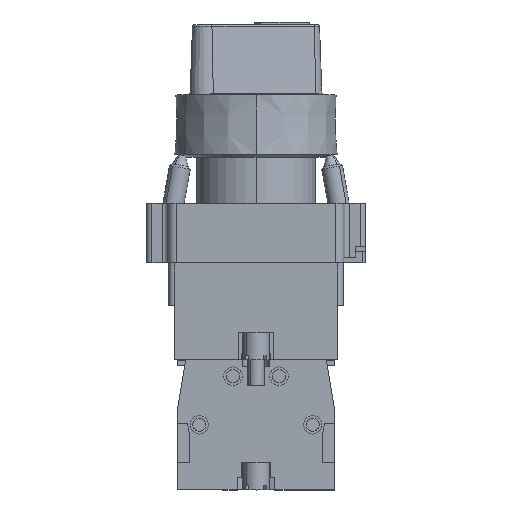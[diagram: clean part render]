
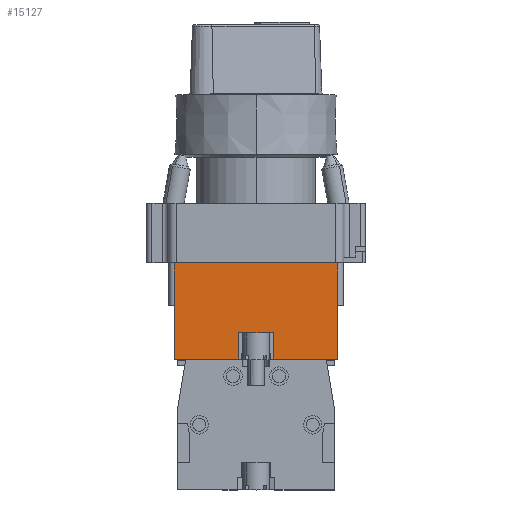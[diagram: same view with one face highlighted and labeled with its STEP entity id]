
A CAD part, top view. The second image highlights one B-rep face of the part: STEP entity #15127.
In plain terms, the highlighted planar face has unit normal (0, 0, 1).
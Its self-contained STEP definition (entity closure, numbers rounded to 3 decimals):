
#284 = DIRECTION ( 'NONE',  ( -1., 0., 0. ) ) ;
#382 = VECTOR ( 'NONE', #23089, 1000. ) ;
#965 = DIRECTION ( 'NONE',  ( 0., 0., -1. ) ) ;
#1178 = ORIENTED_EDGE ( 'NONE', *, *, #3831, .T. ) ;
#1259 = VERTEX_POINT ( 'NONE', #4982 ) ;
#1646 = CARTESIAN_POINT ( 'NONE',  ( 15., -18., 15. ) ) ;
#1729 = VERTEX_POINT ( 'NONE', #22888 ) ;
#2074 = ORIENTED_EDGE ( 'NONE', *, *, #2807, .F. ) ;
#2807 = EDGE_CURVE ( 'NONE', #7760, #1259, #13996, .T. ) ;
#2838 = EDGE_CURVE ( 'NONE', #3512, #13318, #4259, .T. ) ;
#2891 = EDGE_CURVE ( 'NONE', #3512, #4710, #6520, .T. ) ;
#2911 = LINE ( 'NONE', #7859, #24351 ) ;
#2923 = EDGE_CURVE ( 'NONE', #4710, #15860, #5234, .T. ) ;
#2959 = EDGE_CURVE ( 'NONE', #15860, #8593, #24717, .T. ) ;
#2967 = VECTOR ( 'NONE', #10930, 1000. ) ;
#3004 = DIRECTION ( 'NONE',  ( -1., 0., 0. ) ) ;
#3250 = EDGE_CURVE ( 'NONE', #4851, #12999, #3274, .T. ) ;
#3274 = LINE ( 'NONE', #10632, #18980 ) ;
#3512 = VERTEX_POINT ( 'NONE', #8717 ) ;
#3526 = CARTESIAN_POINT ( 'NONE',  ( -14.5, -18., 15. ) ) ;
#3749 = EDGE_CURVE ( 'NONE', #7760, #10177, #4189, .T. ) ;
#3798 = EDGE_CURVE ( 'NONE', #1729, #10177, #2911, .T. ) ;
#3831 = EDGE_CURVE ( 'NONE', #1729, #12999, #8423, .T. ) ;
#3832 = EDGE_CURVE ( 'NONE', #4851, #21169, #7780, .T. ) ;
#3873 = EDGE_CURVE ( 'NONE', #1259, #15791, #12667, .T. ) ;
#4189 = LINE ( 'NONE', #11891, #24953 ) ;
#4259 = LINE ( 'NONE', #15068, #13356 ) ;
#4300 = CARTESIAN_POINT ( 'NONE',  ( 15.15, -0.05, 15. ) ) ;
#4459 = ORIENTED_EDGE ( 'NONE', *, *, #3798, .F. ) ;
#4710 = VERTEX_POINT ( 'NONE', #18054 ) ;
#4851 = VERTEX_POINT ( 'NONE', #24672 ) ;
#4948 = EDGE_CURVE ( 'NONE', #8593, #21169, #15460, .T. ) ;
#4982 = CARTESIAN_POINT ( 'NONE',  ( 15., -8., 15. ) ) ;
#5026 = PLANE ( 'NONE',  #12395 ) ;
#5234 = LINE ( 'NONE', #23172, #20809 ) ;
#5537 = LINE ( 'NONE', #3526, #21089 ) ;
#5607 = DIRECTION ( 'NONE',  ( -1., 0., 0. ) ) ;
#5785 = DIRECTION ( 'NONE',  ( 1., 0., 0. ) ) ;
#6520 = LINE ( 'NONE', #11196, #382 ) ;
#6655 = ORIENTED_EDGE ( 'NONE', *, *, #2923, .F. ) ;
#7359 = CARTESIAN_POINT ( 'NONE',  ( -3.15, -13., 15. ) ) ;
#7563 = ORIENTED_EDGE ( 'NONE', *, *, #3749, .T. ) ;
#7760 = VERTEX_POINT ( 'NONE', #25394 ) ;
#7780 = LINE ( 'NONE', #25825, #18063 ) ;
#7859 = CARTESIAN_POINT ( 'NONE',  ( -14.5, -0.05, 15. ) ) ;
#7956 = DIRECTION ( 'NONE',  ( 0., -1., 0. ) ) ;
#8423 = LINE ( 'NONE', #20107, #13292 ) ;
#8593 = VERTEX_POINT ( 'NONE', #14540 ) ;
#8717 = CARTESIAN_POINT ( 'NONE',  ( 3.15, -13., 15. ) ) ;
#8821 = VECTOR ( 'NONE', #13625, 1000. ) ;
#10073 = DIRECTION ( 'NONE',  ( 0., -1., 0. ) ) ;
#10177 = VERTEX_POINT ( 'NONE', #4300 ) ;
#10632 = CARTESIAN_POINT ( 'NONE',  ( -16.15, -8., 15. ) ) ;
#10930 = DIRECTION ( 'NONE',  ( -1., 0., 0. ) ) ;
#11196 = CARTESIAN_POINT ( 'NONE',  ( -3.15, -13., 15. ) ) ;
#11261 = DIRECTION ( 'NONE',  ( -1., 0., 0. ) ) ;
#11891 = CARTESIAN_POINT ( 'NONE',  ( 15.15, -121.725, 15. ) ) ;
#11924 = FACE_OUTER_BOUND ( 'NONE', #17682, .T. ) ;
#12031 = VECTOR ( 'NONE', #14285, 1000. ) ;
#12395 = AXIS2_PLACEMENT_3D ( 'NONE', #23190, #965, #15451 ) ;
#12667 = LINE ( 'NONE', #16387, #12031 ) ;
#12999 = VERTEX_POINT ( 'NONE', #25296 ) ;
#13292 = VECTOR ( 'NONE', #7956, 1000. ) ;
#13318 = VERTEX_POINT ( 'NONE', #25104 ) ;
#13356 = VECTOR ( 'NONE', #22919, 1000. ) ;
#13625 = DIRECTION ( 'NONE',  ( 0., -1., 0. ) ) ;
#13996 = LINE ( 'NONE', #22848, #2967 ) ;
#14271 = CARTESIAN_POINT ( 'NONE',  ( -15., -18., 15. ) ) ;
#14285 = DIRECTION ( 'NONE',  ( 0., -1., 0. ) ) ;
#14540 = CARTESIAN_POINT ( 'NONE',  ( -3.15, -18., 15. ) ) ;
#15068 = CARTESIAN_POINT ( 'NONE',  ( 3.15, -13., 15. ) ) ;
#15127 = ADVANCED_FACE ( 'NONE', ( #11924 ), #5026, .F. ) ;
#15451 = DIRECTION ( 'NONE',  ( -1., 0., 0. ) ) ;
#15460 = LINE ( 'NONE', #23143, #20670 ) ;
#15791 = VERTEX_POINT ( 'NONE', #1646 ) ;
#15860 = VERTEX_POINT ( 'NONE', #24079 ) ;
#16089 = EDGE_CURVE ( 'NONE', #15791, #13318, #5537, .T. ) ;
#16139 = ORIENTED_EDGE ( 'NONE', *, *, #2838, .T. ) ;
#16387 = CARTESIAN_POINT ( 'NONE',  ( 15., -5.938, 15. ) ) ;
#17452 = ORIENTED_EDGE ( 'NONE', *, *, #3832, .T. ) ;
#17682 = EDGE_LOOP ( 'NONE', ( #4459, #1178, #24129, #17452, #25035, #17996, #6655, #18543, #16139, #24820, #20185, #2074, #7563 ) ) ;
#17996 = ORIENTED_EDGE ( 'NONE', *, *, #2959, .F. ) ;
#18054 = CARTESIAN_POINT ( 'NONE',  ( 0., -13., 15. ) ) ;
#18063 = VECTOR ( 'NONE', #10073, 1000. ) ;
#18543 = ORIENTED_EDGE ( 'NONE', *, *, #2891, .F. ) ;
#18980 = VECTOR ( 'NONE', #284, 1000. ) ;
#20107 = CARTESIAN_POINT ( 'NONE',  ( -15.15, -121.725, 15. ) ) ;
#20185 = ORIENTED_EDGE ( 'NONE', *, *, #3873, .F. ) ;
#20670 = VECTOR ( 'NONE', #11261, 1000. ) ;
#20809 = VECTOR ( 'NONE', #3004, 1000. ) ;
#21089 = VECTOR ( 'NONE', #5607, 1000. ) ;
#21169 = VERTEX_POINT ( 'NONE', #14271 ) ;
#22848 = CARTESIAN_POINT ( 'NONE',  ( -16.15, -8., 15. ) ) ;
#22888 = CARTESIAN_POINT ( 'NONE',  ( -15.15, -0.05, 15. ) ) ;
#22919 = DIRECTION ( 'NONE',  ( 0., -1., 0. ) ) ;
#23089 = DIRECTION ( 'NONE',  ( -1., 0., 0. ) ) ;
#23143 = CARTESIAN_POINT ( 'NONE',  ( -14.5, -18., 15. ) ) ;
#23172 = CARTESIAN_POINT ( 'NONE',  ( -3.15, -13., 15. ) ) ;
#23190 = CARTESIAN_POINT ( 'NONE',  ( -14.5, -121.725, 15. ) ) ;
#24079 = CARTESIAN_POINT ( 'NONE',  ( -3.15, -13., 15. ) ) ;
#24129 = ORIENTED_EDGE ( 'NONE', *, *, #3250, .F. ) ;
#24351 = VECTOR ( 'NONE', #5785, 1000. ) ;
#24672 = CARTESIAN_POINT ( 'NONE',  ( -15., -8., 15. ) ) ;
#24717 = LINE ( 'NONE', #7359, #8821 ) ;
#24820 = ORIENTED_EDGE ( 'NONE', *, *, #16089, .F. ) ;
#24953 = VECTOR ( 'NONE', #25645, 1000. ) ;
#25035 = ORIENTED_EDGE ( 'NONE', *, *, #4948, .F. ) ;
#25104 = CARTESIAN_POINT ( 'NONE',  ( 3.15, -18., 15. ) ) ;
#25296 = CARTESIAN_POINT ( 'NONE',  ( -15.15, -8., 15. ) ) ;
#25394 = CARTESIAN_POINT ( 'NONE',  ( 15.15, -8., 15. ) ) ;
#25645 = DIRECTION ( 'NONE',  ( 0., 1., 0. ) ) ;
#25825 = CARTESIAN_POINT ( 'NONE',  ( -15., -5.938, 15. ) ) ;
